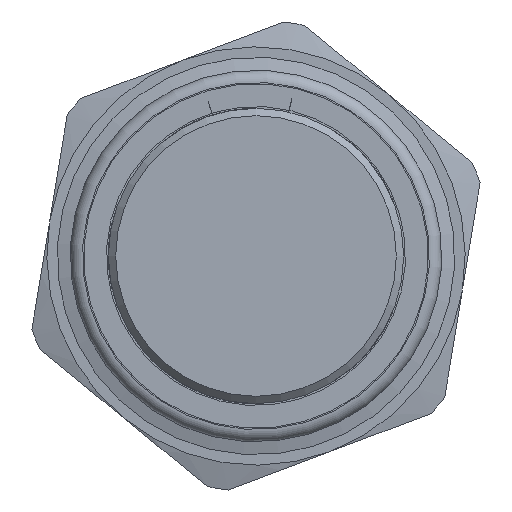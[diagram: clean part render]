
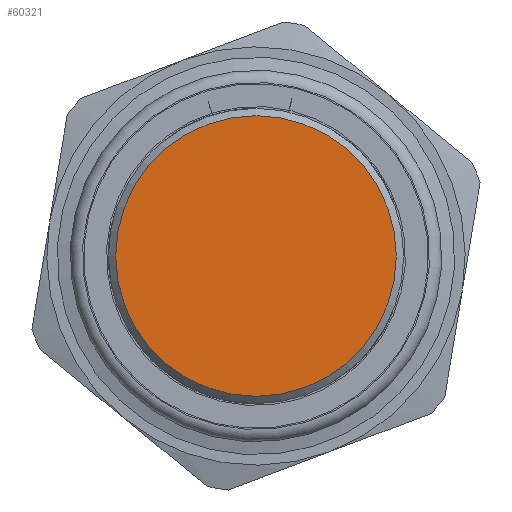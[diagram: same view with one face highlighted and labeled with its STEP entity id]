
A CAD part, left-side view. The second image highlights one B-rep face of the part: STEP entity #60321.
In plain terms, the highlighted planar face has unit normal (-1, 0, 0).
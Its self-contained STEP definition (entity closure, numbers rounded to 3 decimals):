
#60305=CARTESIAN_POINT('',(0.,5.35,0.0));
#60306=DIRECTION('',(-1.0,0.0,0.0));
#60307=DIRECTION('',(0.0,0.0,1.0));
#60308=AXIS2_PLACEMENT_3D('',#60305,#60306,#60307);
#60309=PLANE('',#60308);
#60310=CARTESIAN_POINT('',(0.,5.7,0.0));
#60311=VERTEX_POINT('',#60310);
#60312=CARTESIAN_POINT('',(0.0,0.0,0.0));
#60313=DIRECTION('',(1.0,0.0,0.0));
#60314=DIRECTION('',(0.0,1.0,0.0));
#60315=AXIS2_PLACEMENT_3D('',#60312,#60313,#60314);
#60316=CIRCLE('',#60315,5.7);
#60317=EDGE_CURVE('',#60311,#60311,#60316,.T.);
#60318=ORIENTED_EDGE('',*,*,#60317,.F.);
#60319=EDGE_LOOP('',(#60318));
#60320=FACE_OUTER_BOUND('',#60319,.T.);
#60321=ADVANCED_FACE('',(#60320),#60309,.T.);
